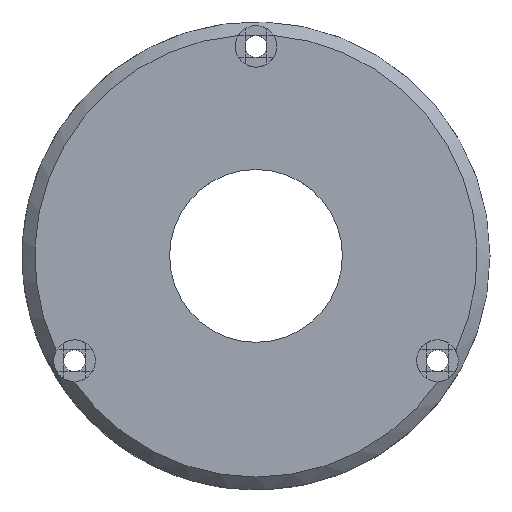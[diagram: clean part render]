
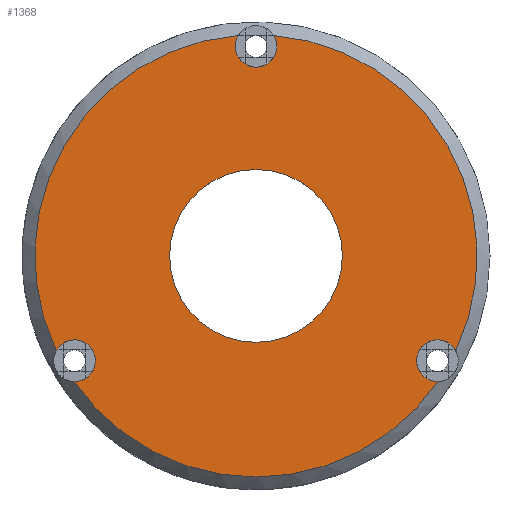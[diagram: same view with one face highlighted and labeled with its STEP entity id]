
A CAD part, top view. The second image highlights one B-rep face of the part: STEP entity #1368.
In plain terms, the highlighted planar face has unit normal (0, 0, 1).
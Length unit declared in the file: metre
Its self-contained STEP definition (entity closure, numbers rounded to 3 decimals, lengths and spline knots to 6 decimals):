
#66=CIRCLE('',#1508,0.00325);
#67=CIRCLE('',#1509,0.0345);
#68=CIRCLE('',#1510,0.00325);
#69=CIRCLE('',#1511,0.0345);
#70=CIRCLE('',#1512,0.00325);
#71=CIRCLE('',#1513,0.0345);
#72=CIRCLE('',#1514,0.013475);
#366=ORIENTED_EDGE('',*,*,#624,.T.);
#367=ORIENTED_EDGE('',*,*,#625,.T.);
#368=ORIENTED_EDGE('',*,*,#626,.T.);
#369=ORIENTED_EDGE('',*,*,#627,.T.);
#370=ORIENTED_EDGE('',*,*,#628,.T.);
#371=ORIENTED_EDGE('',*,*,#629,.T.);
#372=ORIENTED_EDGE('',*,*,#630,.F.);
#624=EDGE_CURVE('',#742,#743,#66,.T.);
#625=EDGE_CURVE('',#743,#744,#67,.T.);
#626=EDGE_CURVE('',#744,#745,#68,.T.);
#627=EDGE_CURVE('',#745,#746,#69,.T.);
#628=EDGE_CURVE('',#746,#747,#70,.T.);
#629=EDGE_CURVE('',#747,#742,#71,.T.);
#630=EDGE_CURVE('',#748,#748,#72,.T.);
#742=VERTEX_POINT('',#2293);
#743=VERTEX_POINT('',#2294);
#744=VERTEX_POINT('',#2296);
#745=VERTEX_POINT('',#2298);
#746=VERTEX_POINT('',#2300);
#747=VERTEX_POINT('',#2302);
#748=VERTEX_POINT('',#2305);
#1093=EDGE_LOOP('',(#366,#367,#368,#369,#370,#371));
#1094=EDGE_LOOP('',(#372));
#1196=FACE_BOUND('',#1093,.T.);
#1197=FACE_BOUND('',#1094,.T.);
#1291=PLANE('',#1507);
#1368=ADVANCED_FACE('',(#1196,#1197),#1291,.T.);
#1507=AXIS2_PLACEMENT_3D('',#2291,#1891,#1892);
#1508=AXIS2_PLACEMENT_3D('',#2292,#1893,#1894);
#1509=AXIS2_PLACEMENT_3D('',#2295,#1895,#1896);
#1510=AXIS2_PLACEMENT_3D('',#2297,#1897,#1898);
#1511=AXIS2_PLACEMENT_3D('',#2299,#1899,#1900);
#1512=AXIS2_PLACEMENT_3D('',#2301,#1901,#1902);
#1513=AXIS2_PLACEMENT_3D('',#2303,#1903,#1904);
#1514=AXIS2_PLACEMENT_3D('',#2304,#1905,#1906);
#1891=DIRECTION('',(0.,0.,1.));
#1892=DIRECTION('',(1.,0.,0.));
#1893=DIRECTION('',(0.,0.,-1.));
#1894=DIRECTION('',(-1.,0.,0.));
#1895=DIRECTION('',(0.,0.,1.));
#1896=DIRECTION('',(1.,0.,0.));
#1897=DIRECTION('',(0.,0.,-1.));
#1898=DIRECTION('',(-1.,0.,0.));
#1899=DIRECTION('',(0.,0.,1.));
#1900=DIRECTION('',(1.,0.,0.));
#1901=DIRECTION('',(0.,0.,-1.));
#1902=DIRECTION('',(-1.,0.,0.));
#1903=DIRECTION('',(0.,0.,1.));
#1904=DIRECTION('',(1.,0.,0.));
#1905=DIRECTION('',(0.,0.,1.));
#1906=DIRECTION('',(1.,0.,0.));
#2291=CARTESIAN_POINT('',(0.,0.00214,0.014));
#2292=CARTESIAN_POINT('',(0.,0.032688,0.014));
#2293=CARTESIAN_POINT('',(0.002769,0.034389,0.014));
#2294=CARTESIAN_POINT('',(-0.002769,0.034389,0.014));
#2295=CARTESIAN_POINT('',(0.,0.,0.014));
#2296=CARTESIAN_POINT('',(-0.031166,-0.014796,0.014));
#2297=CARTESIAN_POINT('',(-0.028308,-0.016344,0.014));
#2298=CARTESIAN_POINT('',(-0.028397,-0.019593,0.014));
#2299=CARTESIAN_POINT('',(0.,0.,0.014));
#2300=CARTESIAN_POINT('',(0.028397,-0.019593,0.014));
#2301=CARTESIAN_POINT('',(0.028308,-0.016344,0.014));
#2302=CARTESIAN_POINT('',(0.031166,-0.014796,0.014));
#2303=CARTESIAN_POINT('',(0.,0.,0.014));
#2304=CARTESIAN_POINT('',(0.,0.,0.014));
#2305=CARTESIAN_POINT('',(0.013475,0.,0.014));
